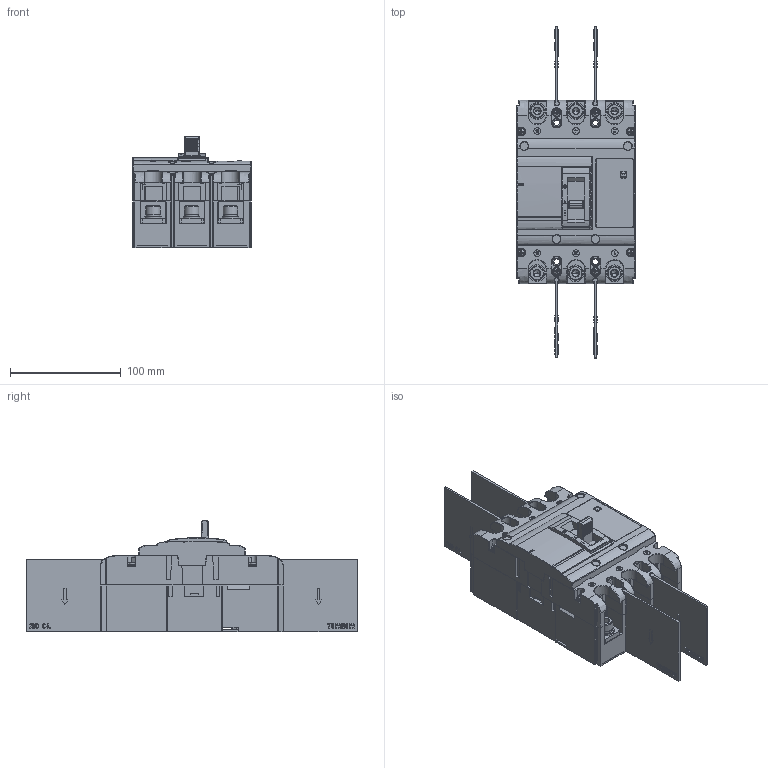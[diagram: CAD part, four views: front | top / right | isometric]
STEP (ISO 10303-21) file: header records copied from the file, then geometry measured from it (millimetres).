
FILE_DESCRIPTION((''),'2;1');
FILE_NAME('ASM0001_ASM','2019-01-24T',('Administrator'),(''),'PRO/ENGINEER BY PARAMETRIC TECHNOLOGY CORPORATION, 2017170','PRO/ENGINEER BY PARAMETRIC TECHNOLOGY CORPORATION, 2017170','');
FILE_SCHEMA(('CONFIG_CONTROL_DESIGN'));
Products named in the file (32): PRT0006; ASM0005_ASM; PRT0007; PRT0008; PRT0009; ASM0006_ASM; PRT0010; PRT0012; PRT0013; ASM0009_ASM; ASM0008_ASM; ASM0007_ASM; PRT0014; PRT0015; PRT0016; PRT0017; PRT0018; PRT0019; PRT0020; ASM0010_ASM; PRT0021; PRT0022; PRT0023; PRT0024; PRT0025; PRT0026; ASM0004_ASM; ASM0003_ASM; ASM0002_ASM; PRT0027; 8TZD_742_1096; ASM0001_ASM
Assembly tree (70 placements, depth 8):
  ASM0001_ASM
    ASM0002_ASM
      ASM0003_ASM
        ASM0004_ASM
          ASM0005_ASM
            PRT0006
          PRT0007
          ASM0006_ASM  x3
            PRT0008
            PRT0009
          PRT0010  x2
          PRT0012
          ASM0007_ASM  x3
            ASM0008_ASM
              ASM0009_ASM
                PRT0013
          PRT0014  x6
          PRT0015  x6
          PRT0016  x6
          PRT0017  x6
          PRT0018
          ASM0010_ASM
            PRT0019
            PRT0020
          PRT0021
          PRT0022
          PRT0023
          PRT0024  x8
          PRT0025  x4
          PRT0026
    PRT0027  x3
    8TZD_742_1096  x3
Bounding box: 106.6 x 299.5 x 100.24 mm (x, y, z)
Volume: 1066509.1 mm3; surface area: 350612.6 mm2
Topology: 61 solids, 106 shells, 5140 faces, 13814 edges, 9005 vertices
Faces by surface type: plane 3475, cylinder 1129, cone 204, bspline 171, torus 98, extrusion 33, sphere 30
Entity records: 129930 total; most frequent: CARTESIAN_POINT 42187, ORIENTED_EDGE 18658, DIRECTION 17346, EDGE_CURVE 9346, VECTOR 6530, LINE 6497, VERTEX_POINT 6093, AXIS2_PLACEMENT_3D 5408
